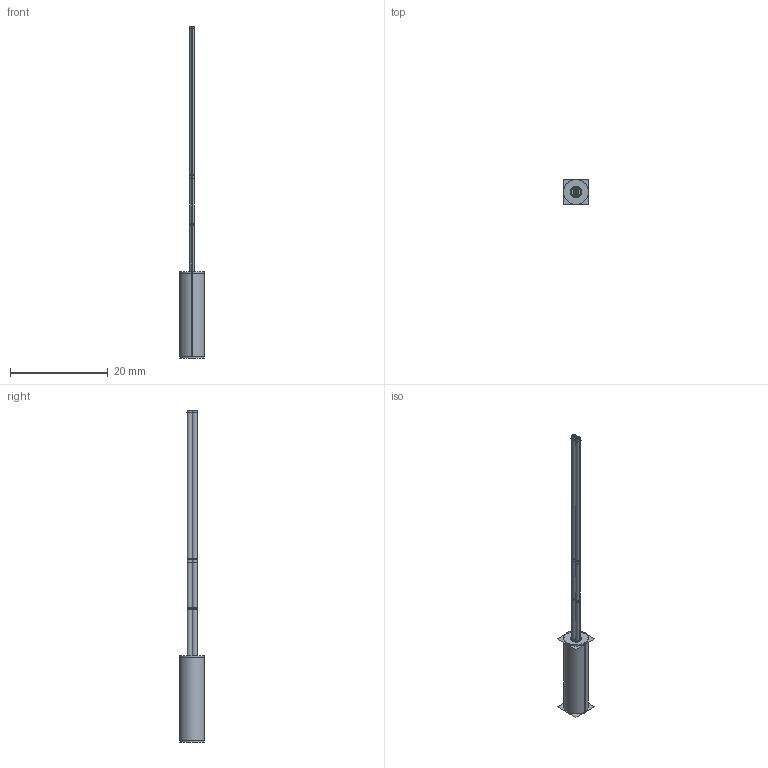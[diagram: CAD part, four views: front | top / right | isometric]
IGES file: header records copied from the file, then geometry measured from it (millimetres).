
Start section:  PTC IGES file: 192775.igs
Global section: file name: 192775.igs; native system: Creo Parametric by Parametric Technology Corporation; preprocessor: 2013230; author: pdmadmin; organization: Unknown; date: 20160209.171605; units: millimetre
Bounding box: 5.29 x 5.28 x 67.96 mm (x, y, z)
Volume: 386.9 mm3; surface area: 4325.1 mm2
Topology: 5 solids, 7 shells, 96 faces, 472 edges, 622 vertices
Faces by surface type: revolution 60, bspline 36
